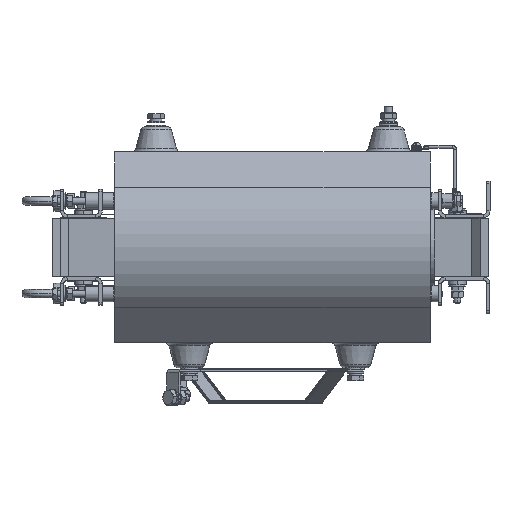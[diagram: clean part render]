
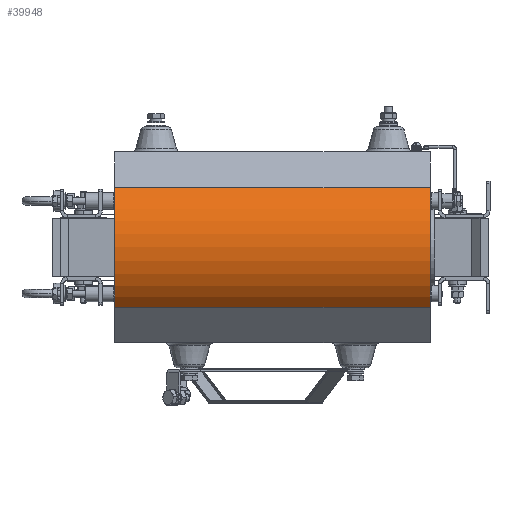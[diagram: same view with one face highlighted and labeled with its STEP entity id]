
A CAD part, left-side view. The second image highlights one B-rep face of the part: STEP entity #39948.
In plain terms, the highlighted cylindrical face has radius 100 mm (diameter 200 mm), a partial arc.
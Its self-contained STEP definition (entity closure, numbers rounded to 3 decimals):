
#2533 = AXIS2_PLACEMENT_3D ( 'NONE', #20356, #20357, #20346 ) ;
#11863 = ORIENTED_EDGE ( 'NONE', *, *, #39277, .T. ) ;
#11891 = ORIENTED_EDGE ( 'NONE', *, *, #39322, .F. ) ;
#11939 = ORIENTED_EDGE ( 'NONE', *, *, #39320, .F. ) ;
#11976 = ORIENTED_EDGE ( 'NONE', *, *, #39268, .T. ) ;
#20346 = DIRECTION ( 'NONE',  ( 1., 0., 0. ) ) ;
#20356 = CARTESIAN_POINT ( 'NONE',  ( -210., -192.5, 0. ) ) ;
#20357 = DIRECTION ( 'NONE',  ( 0., 1., 0. ) ) ;
#25792 = CARTESIAN_POINT ( 'NONE',  ( -210., 187.5, 0. ) ) ;
#25796 = DIRECTION ( 'NONE',  ( -1., 0., 0. ) ) ;
#25848 = DIRECTION ( 'NONE',  ( 0., -1., 0. ) ) ;
#25903 = CARTESIAN_POINT ( 'NONE',  ( -279.439, -192.5, 71.96 ) ) ;
#25906 = DIRECTION ( 'NONE',  ( 0., 1., 0. ) ) ;
#26230 = DIRECTION ( 'NONE',  ( 0., 1., 0. ) ) ;
#26231 = CARTESIAN_POINT ( 'NONE',  ( -210., -192.5, 0. ) ) ;
#26261 = CARTESIAN_POINT ( 'NONE',  ( -279.439, -192.5, -71.96 ) ) ;
#26297 = DIRECTION ( 'NONE',  ( 0., -1., 0. ) ) ;
#26348 = DIRECTION ( 'NONE',  ( -1., 0., 0. ) ) ;
#28501 = CARTESIAN_POINT ( 'NONE',  ( -279.439, -192.5, 71.96 ) ) ;
#28506 = CARTESIAN_POINT ( 'NONE',  ( -279.439, 187.5, 71.96 ) ) ;
#28532 = CARTESIAN_POINT ( 'NONE',  ( -279.439, -192.5, -71.96 ) ) ;
#28601 = CARTESIAN_POINT ( 'NONE',  ( -279.439, 187.5, -71.96 ) ) ;
#39268 = EDGE_CURVE ( 'NONE', #91354, #91376, #42363, .T. ) ;
#39277 = EDGE_CURVE ( 'NONE', #91412, #91354, #42397, .T. ) ;
#39320 = EDGE_CURVE ( 'NONE', #91388, #91376, #42262, .T. ) ;
#39322 = EDGE_CURVE ( 'NONE', #91412, #91388, #99880, .T. ) ;
#39948 = ADVANCED_FACE ( 'NONE', ( #75341 ), #75317, .T. ) ;
#42262 = LINE ( 'NONE', #26261, #42442 ) ;
#42363 = CIRCLE ( 'NONE', #64692, 100. ) ;
#42387 = VECTOR ( 'NONE', #25906, 1000. ) ;
#42397 = LINE ( 'NONE', #25903, #42387 ) ;
#42442 = VECTOR ( 'NONE', #26230, 1000. ) ;
#64692 = AXIS2_PLACEMENT_3D ( 'NONE', #25792, #25848, #25796 ) ;
#64952 = AXIS2_PLACEMENT_3D ( 'NONE', #26231, #26297, #26348 ) ;
#75317 = CYLINDRICAL_SURFACE ( 'NONE', #2533, 100. ) ;
#75341 = FACE_OUTER_BOUND ( 'NONE', #87973, .T. ) ;
#87973 = EDGE_LOOP ( 'NONE', ( #11976, #11939, #11891, #11863 ) ) ;
#91354 = VERTEX_POINT ( 'NONE', #28506 ) ;
#91376 = VERTEX_POINT ( 'NONE', #28601 ) ;
#91388 = VERTEX_POINT ( 'NONE', #28532 ) ;
#91412 = VERTEX_POINT ( 'NONE', #28501 ) ;
#99880 = CIRCLE ( 'NONE', #64952, 100. ) ;
